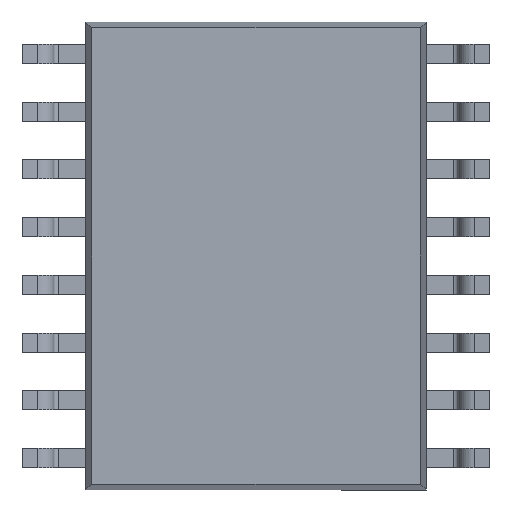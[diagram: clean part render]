
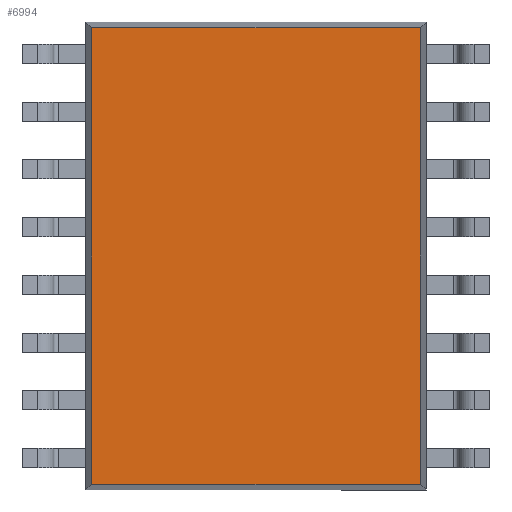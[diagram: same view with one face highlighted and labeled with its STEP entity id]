
A CAD part, front view. The second image highlights one B-rep face of the part: STEP entity #6994.
In plain terms, the highlighted planar face has unit normal (0, -1, 0).
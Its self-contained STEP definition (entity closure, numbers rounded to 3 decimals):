
#262 = FACE_OUTER_BOUND ( 'NONE', #534, .T. ) ;
#485 = EDGE_CURVE ( 'NONE', #1832, #2071, #5647, .T. ) ;
#534 = EDGE_LOOP ( 'NONE', ( #5344, #650, #2983, #2155 ) ) ;
#650 = ORIENTED_EDGE ( 'NONE', *, *, #3796, .T. ) ;
#1232 = VERTEX_POINT ( 'NONE', #4342 ) ;
#1287 = DIRECTION ( 'NONE',  ( -1., 0., 0. ) ) ;
#1503 = CARTESIAN_POINT ( 'NONE',  ( -3.62, 0.25, -5.02 ) ) ;
#1812 = LINE ( 'NONE', #6499, #3376 ) ;
#1832 = VERTEX_POINT ( 'NONE', #6439 ) ;
#1876 = VECTOR ( 'NONE', #6292, 1000. ) ;
#2071 = VERTEX_POINT ( 'NONE', #6827 ) ;
#2155 = ORIENTED_EDGE ( 'NONE', *, *, #7369, .T. ) ;
#2561 = AXIS2_PLACEMENT_3D ( 'NONE', #3132, #4277, #7322 ) ;
#2983 = ORIENTED_EDGE ( 'NONE', *, *, #485, .T. ) ;
#3132 = CARTESIAN_POINT ( 'NONE',  ( 0., 0.25, 0. ) ) ;
#3136 = VECTOR ( 'NONE', #4859, 1000. ) ;
#3376 = VECTOR ( 'NONE', #4613, 1000. ) ;
#3675 = CARTESIAN_POINT ( 'NONE',  ( -3.62, 0.25, 5.15 ) ) ;
#3796 = EDGE_CURVE ( 'NONE', #6651, #1832, #1812, .T. ) ;
#4277 = DIRECTION ( 'NONE',  ( 0., -1., 0. ) ) ;
#4342 = CARTESIAN_POINT ( 'NONE',  ( -3.62, 0.25, 5.02 ) ) ;
#4394 = PLANE ( 'NONE',  #2561 ) ;
#4510 = EDGE_CURVE ( 'NONE', #1232, #6651, #7329, .T. ) ;
#4613 = DIRECTION ( 'NONE',  ( 1., 0., 0. ) ) ;
#4766 = LINE ( 'NONE', #7115, #6129 ) ;
#4859 = DIRECTION ( 'NONE',  ( 0., 0., -1. ) ) ;
#5344 = ORIENTED_EDGE ( 'NONE', *, *, #4510, .T. ) ;
#5605 = CARTESIAN_POINT ( 'NONE',  ( 3.62, 0.25, -5.15 ) ) ;
#5647 = LINE ( 'NONE', #5605, #1876 ) ;
#6129 = VECTOR ( 'NONE', #1287, 1000. ) ;
#6292 = DIRECTION ( 'NONE',  ( 0., 0., 1. ) ) ;
#6439 = CARTESIAN_POINT ( 'NONE',  ( 3.62, 0.25, -5.02 ) ) ;
#6499 = CARTESIAN_POINT ( 'NONE',  ( -3.75, 0.25, -5.02 ) ) ;
#6651 = VERTEX_POINT ( 'NONE', #1503 ) ;
#6827 = CARTESIAN_POINT ( 'NONE',  ( 3.62, 0.25, 5.02 ) ) ;
#6994 = ADVANCED_FACE ( 'NONE', ( #262 ), #4394, .T. ) ;
#7115 = CARTESIAN_POINT ( 'NONE',  ( 3.75, 0.25, 5.02 ) ) ;
#7322 = DIRECTION ( 'NONE',  ( 0., 0., -1. ) ) ;
#7329 = LINE ( 'NONE', #3675, #3136 ) ;
#7369 = EDGE_CURVE ( 'NONE', #2071, #1232, #4766, .T. ) ;
